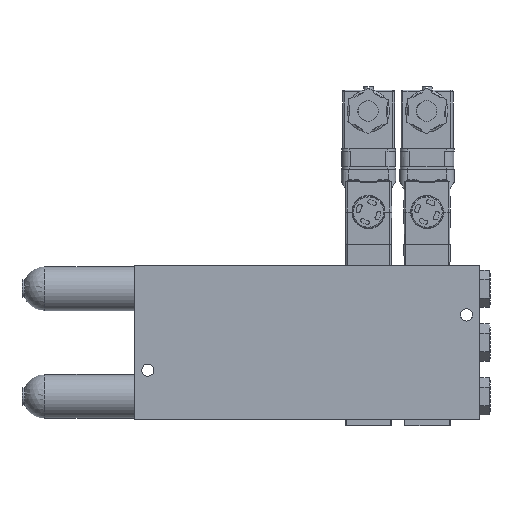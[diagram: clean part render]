
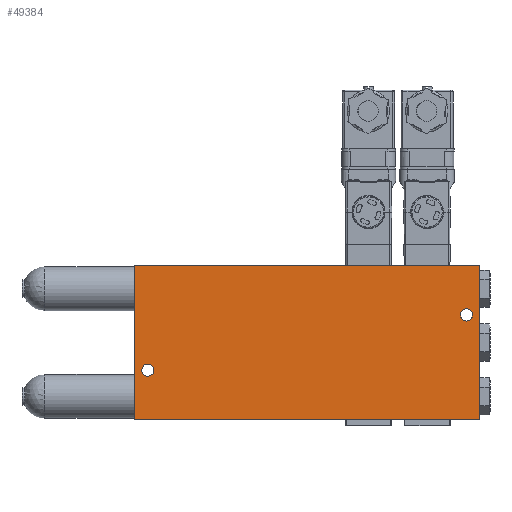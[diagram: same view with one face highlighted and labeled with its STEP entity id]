
A CAD part, front view. The second image highlights one B-rep face of the part: STEP entity #49384.
In plain terms, the highlighted planar face has unit normal (0, -1, 0).
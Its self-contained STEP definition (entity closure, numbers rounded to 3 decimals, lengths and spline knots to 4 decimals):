
#407=DIRECTION('',(1.,0.,0.));
#408=VECTOR('',#407,7.375);
#409=CARTESIAN_POINT('',(-3.6875,-0.625,0.));
#410=LINE('',#409,#408);
#465=DIRECTION('',(1.,0.,0.));
#466=VECTOR('',#465,7.375);
#467=CARTESIAN_POINT('',(-3.6875,-0.625,3.3));
#468=LINE('',#467,#466);
#469=DIRECTION('',(0.,0.,1.));
#470=VECTOR('',#469,3.3);
#471=CARTESIAN_POINT('',(3.6875,-0.625,0.));
#472=LINE('',#471,#470);
#545=DIRECTION('',(0.,0.,1.));
#546=VECTOR('',#545,3.3);
#547=CARTESIAN_POINT('',(-3.6875,-0.625,0.));
#548=LINE('',#547,#546);
#549=CARTESIAN_POINT('',(-3.4025,-0.625,1.06));
#550=DIRECTION('',(0.,1.,0.));
#551=DIRECTION('',(1.,0.,0.));
#552=AXIS2_PLACEMENT_3D('',#549,#550,#551);
#554=CARTESIAN_POINT('',(-3.4025,-0.625,1.06));
#555=DIRECTION('',(0.,1.,0.));
#556=DIRECTION('',(-1.,0.,0.));
#557=AXIS2_PLACEMENT_3D('',#554,#555,#556);
#559=CARTESIAN_POINT('',(3.4025,-0.625,2.24));
#560=DIRECTION('',(0.,1.,0.));
#561=DIRECTION('',(1.,0.,0.));
#562=AXIS2_PLACEMENT_3D('',#559,#560,#561);
#564=CARTESIAN_POINT('',(3.4025,-0.625,2.24));
#565=DIRECTION('',(0.,1.,0.));
#566=DIRECTION('',(-1.,0.,0.));
#567=AXIS2_PLACEMENT_3D('',#564,#565,#566);
#41532=CARTESIAN_POINT('',(-3.6875,-0.625,0.));
#41534=VERTEX_POINT('',#41532);
#41535=CARTESIAN_POINT('',(3.6875,-0.625,0.));
#41536=VERTEX_POINT('',#41535);
#41540=CARTESIAN_POINT('',(-3.6875,-0.625,3.3));
#41542=VERTEX_POINT('',#41540);
#41543=CARTESIAN_POINT('',(3.6875,-0.625,3.3));
#41544=VERTEX_POINT('',#41543);
#48910=CARTESIAN_POINT('',(-3.2725,-0.625,1.06));
#48912=VERTEX_POINT('',#48910);
#48914=CARTESIAN_POINT('',(-3.5325,-0.625,1.06));
#48916=VERTEX_POINT('',#48914);
#48918=CARTESIAN_POINT('',(3.5325,-0.625,2.24));
#48920=VERTEX_POINT('',#48918);
#48922=CARTESIAN_POINT('',(3.2725,-0.625,2.24));
#48924=VERTEX_POINT('',#48922);
#49361=CARTESIAN_POINT('',(-3.6875,-0.625,0.));
#49362=DIRECTION('',(0.,-1.,0.));
#49363=DIRECTION('',(1.,0.,0.));
#49364=AXIS2_PLACEMENT_3D('',#49361,#49362,#49363);
#49365=PLANE('',#49364);
#49366=ORIENTED_EDGE('',*,*,#49252,.F.);
#49367=ORIENTED_EDGE('',*,*,#49269,.T.);
#49368=ORIENTED_EDGE('',*,*,#49301,.T.);
#49369=ORIENTED_EDGE('',*,*,#49312,.F.);
#49370=EDGE_LOOP('',(#49366,#49367,#49368,#49369));
#49371=FACE_OUTER_BOUND('',#49370,.F.);
#49373=ORIENTED_EDGE('',*,*,#49372,.F.);
#49375=ORIENTED_EDGE('',*,*,#49374,.F.);
#49376=EDGE_LOOP('',(#49373,#49375));
#49377=FACE_BOUND('',#49376,.F.);
#49379=ORIENTED_EDGE('',*,*,#49378,.F.);
#49381=ORIENTED_EDGE('',*,*,#49380,.F.);
#49382=EDGE_LOOP('',(#49379,#49381));
#49383=FACE_BOUND('',#49382,.F.);
#553=CIRCLE('',#552,0.13);
#558=CIRCLE('',#557,0.13);
#563=CIRCLE('',#562,0.13);
#568=CIRCLE('',#567,0.13);
#49252=EDGE_CURVE('',#41534,#41536,#410,.T.);
#49269=EDGE_CURVE('',#41534,#41542,#548,.T.);
#49301=EDGE_CURVE('',#41542,#41544,#468,.T.);
#49312=EDGE_CURVE('',#41536,#41544,#472,.T.);
#49372=EDGE_CURVE('',#48912,#48916,#553,.T.);
#49374=EDGE_CURVE('',#48916,#48912,#558,.T.);
#49378=EDGE_CURVE('',#48920,#48924,#563,.T.);
#49380=EDGE_CURVE('',#48924,#48920,#568,.T.);
#49384=ADVANCED_FACE('',(#49371,#49377,#49383),#49365,.T.);
